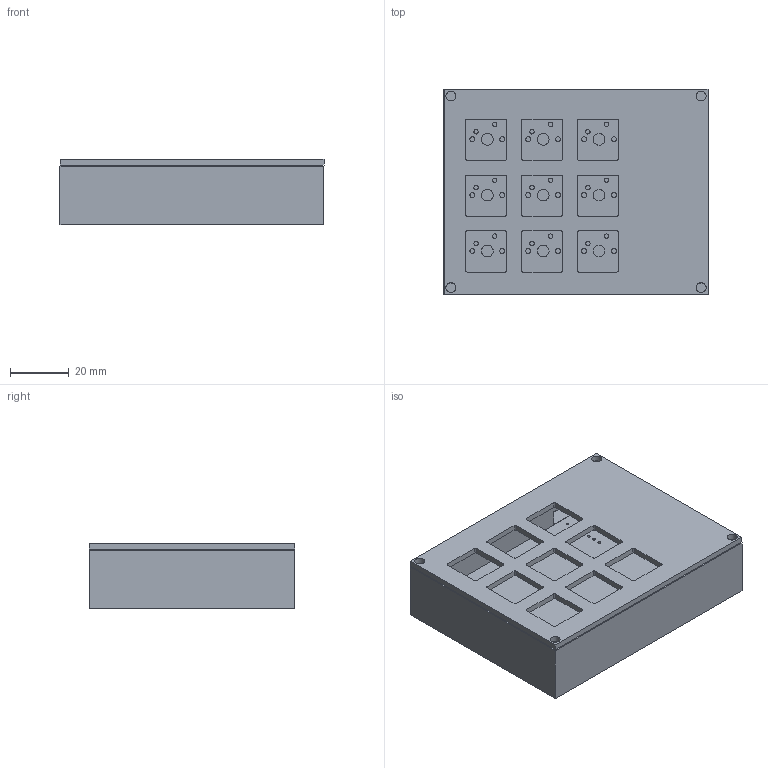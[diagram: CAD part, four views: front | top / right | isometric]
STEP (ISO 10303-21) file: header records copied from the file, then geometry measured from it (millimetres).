
FILE_DESCRIPTION(/* description */ ('STEP AP242 Edition 2','CAx-IF Rec.Pracs.---Representation and Presentation of Product Manufacturing Information (PMI)---4.0---2014-10-13','CAx-IF Rec.Pracs.---3D Tessellated Geometry---0.4---2014-09-14','2;1','CAx-IF Rec.Pracs.---User Defined Attributes---1.5---2016-08-15'),/* implementation_level */ '2;1');
FILE_NAME(/* name */ '697ea77636c5f48336ed0693',/* time_stamp */ '2026-02-01T01:08:07Z',/* author */ (''),/* organization */ (''),/* preprocessor_version */ 'ST-DEVELOPER v20',/* originating_system */ 'ONSHAPE BY PTC INC, 1.210',/* authorisation */ ' ');
FILE_SCHEMA (('AP242_MANAGED_MODEL_BASED_3D_ENGINEERING_MIM_LF { 1 0 10303 442 3 1 4 }'));
Length unit declared in the file: metre
Products named in the file (4): Assembly 1; Numbad_PCB; Part 1
Assembly tree (3 placements, depth 2):
  Assembly 1
    Numbad_PCB
    Part 1
    Part 1
Bounding box: 90.01 x 70.08 x 22.38 mm (x, y, z)
Volume: 68981.7 mm3; surface area: 43820.9 mm2
Topology: 3 solids, 3 shells, 170 faces, 477 edges, 318 vertices
Faces by surface type: cylinder 103, plane 67
Full cylindrical faces by diameter (mm): 0.889 x14, 1.5 x18, 1.7 x18, 3.4 x8, 4 x9
Entity records: 5618 total; most frequent: DIRECTION 964, CARTESIAN_POINT 902, ORIENTED_EDGE 820, EDGE_CURVE 410, EDGE_LOOP 388, FACE_BOUND 388, AXIS2_PLACEMENT_3D 380, VERTEX_POINT 318
